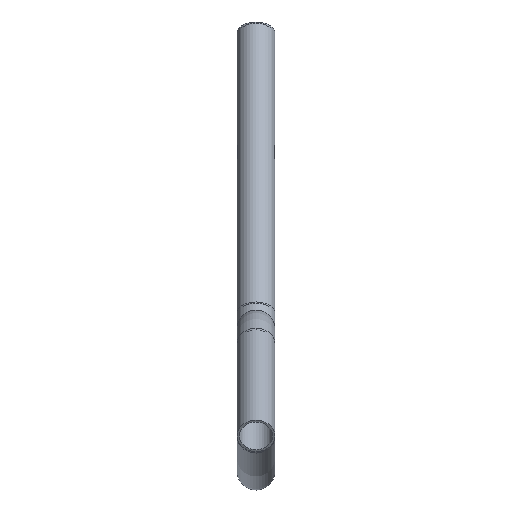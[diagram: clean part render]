
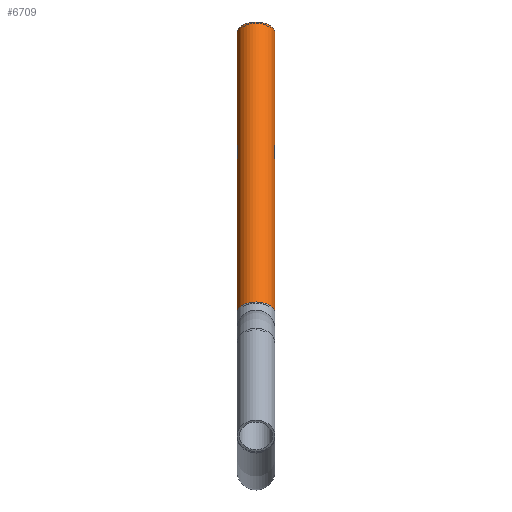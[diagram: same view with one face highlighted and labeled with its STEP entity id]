
A CAD part, front view. The second image highlights one B-rep face of the part: STEP entity #6709.
In plain terms, the highlighted cylindrical face has radius 16.85 mm (diameter 33.7 mm), a full revolution.
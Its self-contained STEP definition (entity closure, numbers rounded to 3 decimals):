
#910 = AXIS2_PLACEMENT_3D ( 'NONE', #4094, #8441, #7293 ) ;
#1344 = CIRCLE ( 'NONE', #910, 16.85 ) ;
#1915 = EDGE_CURVE ( 'NONE', #5423, #5423, #2417, .T. ) ;
#2417 = CIRCLE ( 'NONE', #12963, 16.85 ) ;
#2762 = DIRECTION ( 'NONE',  ( 0., 0.557, 0.831 ) ) ;
#3209 = DIRECTION ( 'NONE',  ( 0., 0.557, 0.831 ) ) ;
#4094 = CARTESIAN_POINT ( 'NONE',  ( 0., 951.744, 358.693 ) ) ;
#5030 = AXIS2_PLACEMENT_3D ( 'NONE', #9416, #2762, #8472 ) ;
#5313 = EDGE_CURVE ( 'NONE', #8526, #8526, #1344, .T. ) ;
#5423 = VERTEX_POINT ( 'NONE', #5760 ) ;
#5760 = CARTESIAN_POINT ( 'NONE',  ( 0., 770.777, 119.123 ) ) ;
#5857 = ORIENTED_EDGE ( 'NONE', *, *, #5313, .F. ) ;
#6709 = ADVANCED_FACE ( 'NONE', ( #13837, #12415 ), #8072, .T. ) ;
#7293 = DIRECTION ( 'NONE',  ( 0., -0.831, 0.557 ) ) ;
#8072 = CYLINDRICAL_SURFACE ( 'NONE', #5030, 16.85 ) ;
#8441 = DIRECTION ( 'NONE',  ( 0., 0.557, 0.831 ) ) ;
#8445 = ORIENTED_EDGE ( 'NONE', *, *, #1915, .T. ) ;
#8472 = DIRECTION ( 'NONE',  ( 0., -0.831, 0.557 ) ) ;
#8526 = VERTEX_POINT ( 'NONE', #9139 ) ;
#9139 = CARTESIAN_POINT ( 'NONE',  ( 0., 937.75, 368.078 ) ) ;
#9416 = CARTESIAN_POINT ( 'NONE',  ( 0., 784.771, 109.737 ) ) ;
#11992 = CARTESIAN_POINT ( 'NONE',  ( 0., 784.771, 109.737 ) ) ;
#12415 = FACE_OUTER_BOUND ( 'NONE', #13271, .T. ) ;
#12963 = AXIS2_PLACEMENT_3D ( 'NONE', #11992, #3209, #13116 ) ;
#13116 = DIRECTION ( 'NONE',  ( 0., -0.831, 0.557 ) ) ;
#13271 = EDGE_LOOP ( 'NONE', ( #8445 ) ) ;
#13583 = EDGE_LOOP ( 'NONE', ( #5857 ) ) ;
#13837 = FACE_OUTER_BOUND ( 'NONE', #13583, .T. ) ;
